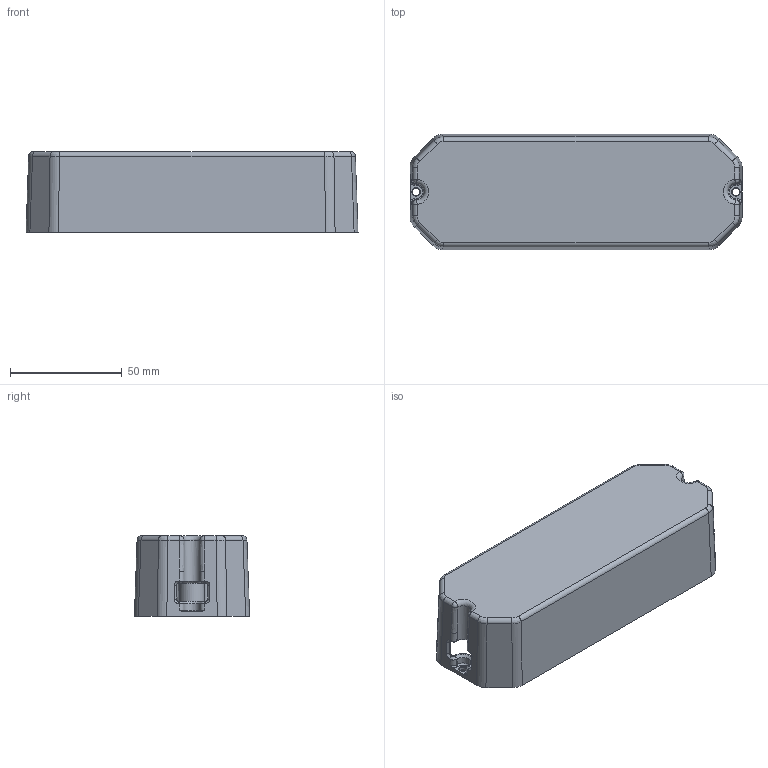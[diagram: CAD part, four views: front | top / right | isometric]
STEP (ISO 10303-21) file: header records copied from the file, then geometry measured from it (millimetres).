
FILE_DESCRIPTION(/* description */ (''),/* implementation_level */ '2;1');
FILE_NAME(/* name */ 'ap_backcover.stp',/* time_stamp */ '2024-11-12T13:45:38-08:00',/* author */ (''),/* organization */ (''),/* preprocessor_version */ 'ST-DEVELOPER v18.1',/* originating_system */ 'SIEMENS PLM Software NX 1996',/* authorisation */ '');
FILE_SCHEMA (('AUTOMOTIVE_DESIGN { 1 0 10303 214 3 1 1 1 }'));
Length unit declared in the file: millimetre
Products named in the file (1): freg17A42654we33
Bounding box: 148.4 x 51.5 x 36 mm (x, y, z)
Volume: 38789.5 mm3; surface area: 38951.2 mm2
Topology: 1 solids, 1 shells, 181 faces, 440 edges, 252 vertices
Faces by surface type: cylinder 60, bspline 54, plane 43, torus 10, sphere 8, cone 6
Full cylindrical faces by diameter (mm): 3.2 x2
Entity records: 6040 total; most frequent: CARTESIAN_POINT 2064, ORIENTED_EDGE 844, DIRECTION 818, EDGE_CURVE 422, AXIS2_PLACEMENT_3D 332, VERTEX_POINT 248, EDGE_LOOP 192, ADVANCED_FACE 181
